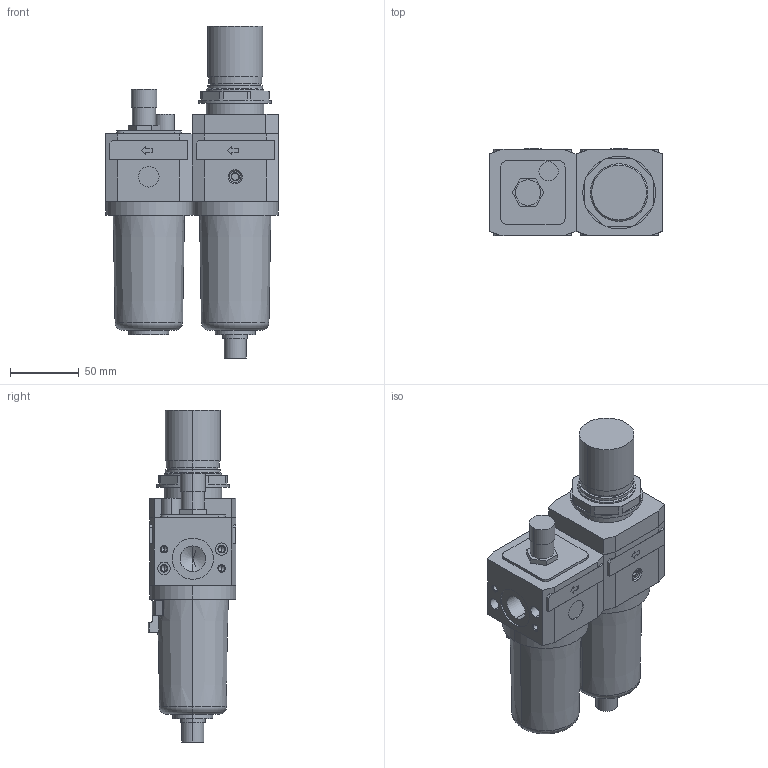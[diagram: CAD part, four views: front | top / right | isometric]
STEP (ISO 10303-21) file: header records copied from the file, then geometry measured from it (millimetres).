
FILE_DESCRIPTION((''),'2;1');
FILE_NAME('17306B_.stp','2003-06-16T14:59:17',('maffial1'),(''),'Autodesk Inventor 7','Autodesk Inventor 7','');
FILE_SCHEMA(('AUTOMOTIVE_DESIGN { 1 0 10303 214 1 1 1 1 }'));
Length unit declared in the file: millimetre
Products named in the file (6): 17306B_; 17303B; 17304B_; 17304B_(1); RS_1702_12; RK_1701_020
Assembly tree (5 placements, depth 3):
  17306B_
    17303B
    17304B_
      17304B_(1)
      RS_1702_12
      RK_1701_020
Bounding box: 126 x 64.18 x 242.2 mm (x, y, z)
Volume: 922187.7 mm3; surface area: 114713.4 mm2
Topology: 4 solids, 8 shells, 425 faces, 1027 edges, 635 vertices
Faces by surface type: plane 164, bspline 153, cylinder 72, cone 28, torus 8
Entity records: 13547 total; most frequent: CARTESIAN_POINT 3945, ORIENTED_EDGE 1982, DIRECTION 1880, EDGE_CURVE 991, VECTOR 644, LINE 644, VERTEX_POINT 635, AXIS2_PLACEMENT_3D 618
